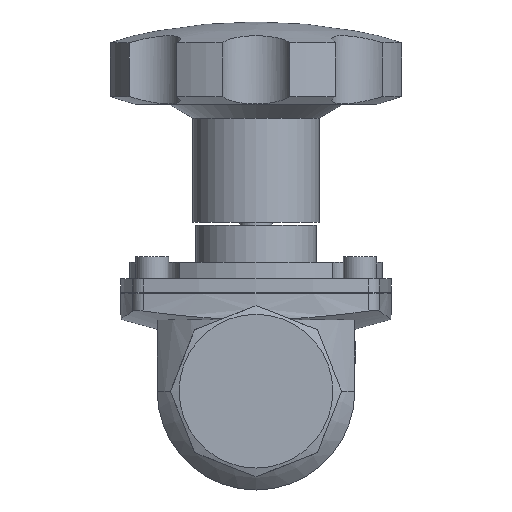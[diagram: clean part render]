
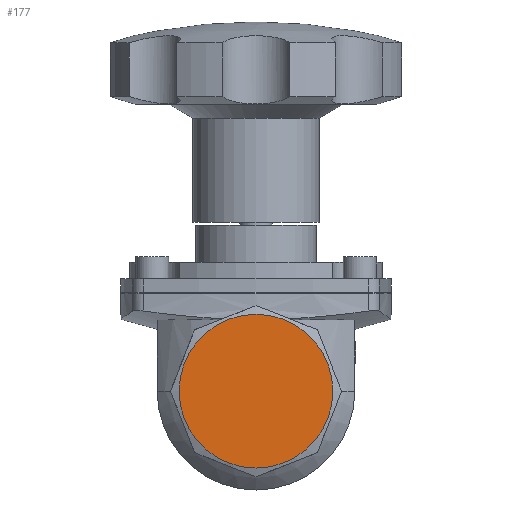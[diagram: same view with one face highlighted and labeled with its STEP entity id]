
A CAD part, left-side view. The second image highlights one B-rep face of the part: STEP entity #177.
In plain terms, the highlighted planar face has unit normal (-1, 0, 0).
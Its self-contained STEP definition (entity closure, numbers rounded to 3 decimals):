
#177 = ADVANCED_FACE( '', ( #422 ), #423, .F. );
#422 = FACE_OUTER_BOUND( '', #693, .T. );
#423 = PLANE( '', #694 );
#693 = EDGE_LOOP( '', ( #1559 ) );
#694 = AXIS2_PLACEMENT_3D( '', #1560, #1561, #1562 );
#1559 = ORIENTED_EDGE( '', *, *, #1951, .F. );
#1560 = CARTESIAN_POINT( '', ( -60., -37.611, -16.354 ) );
#1561 = DIRECTION( '', ( 1., 0., 0. ) );
#1562 = DIRECTION( '', ( 0., 1., 0. ) );
#1951 = EDGE_CURVE( '', #2429, #2429, #2430, .T. );
#2429 = VERTEX_POINT( '', #4003 );
#2430 = CIRCLE( '', #4004, 28. );
#4003 = CARTESIAN_POINT( '', ( -60., 0., -28. ) );
#4004 = AXIS2_PLACEMENT_3D( '', #4659, #4660, #4661 );
#4659 = CARTESIAN_POINT( '', ( -60., 0., 0. ) );
#4660 = DIRECTION( '', ( 1., 0., 0. ) );
#4661 = DIRECTION( '', ( 0., 0., -1. ) );
